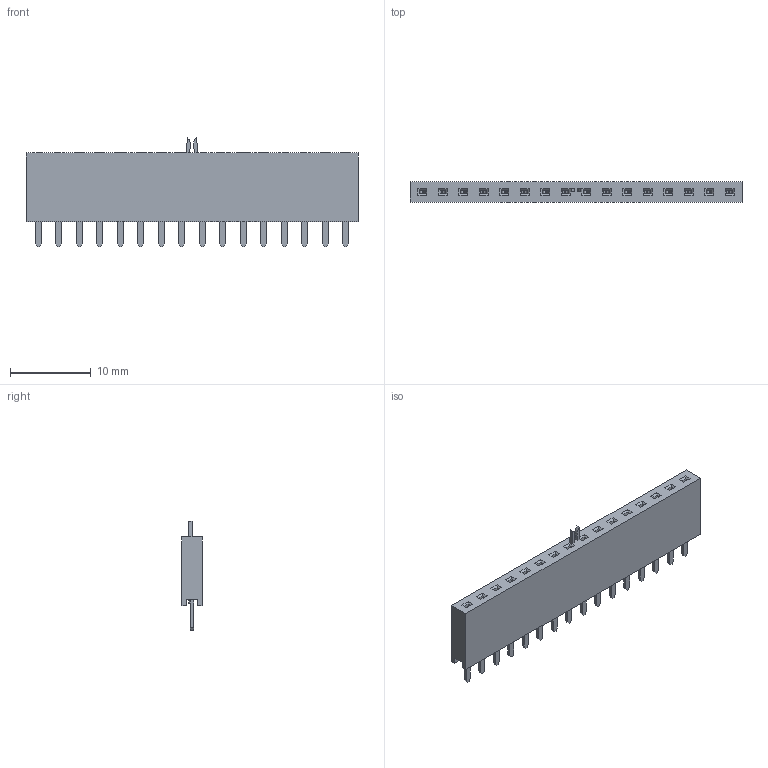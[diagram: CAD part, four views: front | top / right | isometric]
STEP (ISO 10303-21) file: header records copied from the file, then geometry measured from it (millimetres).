
FILE_DESCRIPTION( ( 'Unknown' ), '1' );
FILE_NAME( '61301611821.stp', 'Unknown', ( 'Unknown' ), ( 'Unknown' ), 'PSStep 14.0', 'Unknown', ' ' );
FILE_SCHEMA( ( 'AUTOMOTIVE_DESIGN { 1 0 10303 214 1 1 1 1 }' ) );
Length unit declared in the file: millimetre
Products named in the file (3): Assem1; 6130xx11821_PIN; 61301611821
Bounding box: 41.14 x 2.5 x 13.53 mm (x, y, z)
Surface area: 3681.5 mm2
Topology: 19 solids, 19 shells, 829 faces, 2245 edges, 1454 vertices
Faces by surface type: plane 761, cylinder 34, extrusion 34
Entity records: 8865 total; most frequent: CARTESIAN_POINT 1262, ORIENTED_EDGE 1210, DIRECTION 1093, EDGE_CURVE 605, VECTOR 599, LINE 597, VERTEX_POINT 382, EDGE_LOOP 259
